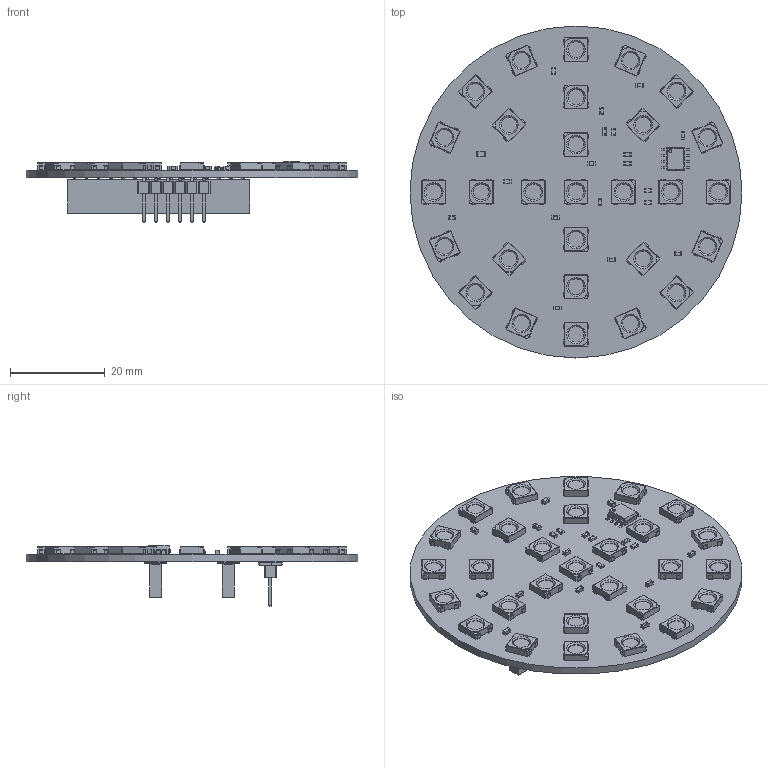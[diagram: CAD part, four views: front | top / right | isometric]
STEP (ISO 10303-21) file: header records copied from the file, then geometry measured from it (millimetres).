
FILE_DESCRIPTION(('KiCad electronic assembly'),'2;1');
FILE_NAME('BottleBlink.step','2021-01-08T23:08:56',('An Author'),( 'A Company'),'Open CASCADE STEP processor 6.9', 'KiCad to STEP converter','Unknown');
FILE_SCHEMA(('AUTOMOTIVE_DESIGN { 1 0 10303 214 1 1 1 1 }'));
Length unit declared in the file: millimetre
Products named in the file (16): Open CASCADE STEP translator 6.9 1; C_0603_1608Metric; SOLID; SOIC-8_3.9x4.9mm_P1.27mm; R_0603_1608Metric; PinSocket_1x15_P2.54mm_Vertical_SMD_Pin1Right; R_0805_2012Metric; PinHeader_1x06_P2.54mm_Vertical_SMD_Pin1Left; LED_WS2812B_PLCC4_5.0x5.0mm_P3.2mm
Assembly tree (60 placements, depth 3):
  Open CASCADE STEP translator 6.9 1
    C_0603_1608Metric  x11
      SOLID
    SOIC-8_3.9x4.9mm_P1.27mm
      SOLID
    R_0603_1608Metric  x7
      SOLID
    PinSocket_1x15_P2.54mm_Vertical_SMD_Pin1Right  x2
      SOLID
    R_0805_2012Metric
      SOLID
    PinHeader_1x06_P2.54mm_Vertical_SMD_Pin1Left
      SOLID
    LED_WS2812B_PLCC4_5.0x5.0mm_P3.2mm  x29
      SOLID
    SOLID
Bounding box: 70 x 70 x 12.75 mm (x, y, z)
Volume: 8609.9 mm3; surface area: 13354.7 mm2
Topology: 53 solids, 53 shells, 3883 faces, 10667 edges, 6928 vertices
Faces by surface type: plane 2858, cylinder 964, bspline 32, cone 29
Full cylindrical faces by diameter (mm): 0.6 x1, 3.333 x29, 70 x1
Entity records: 71520 total; most frequent: CARTESIAN_POINT 11846, DIRECTION 9797, LINE 7069, VECTOR 7069, ORIENTED_EDGE 5134, PCURVE 5134, DEFINITIONAL_REPRESENTATION 5134, EDGE_CURVE 2567
